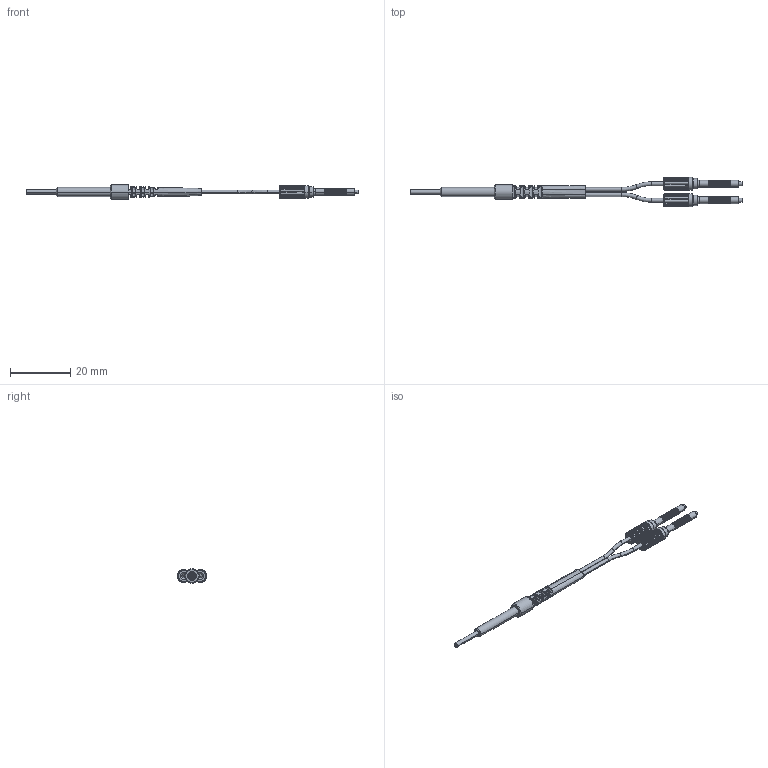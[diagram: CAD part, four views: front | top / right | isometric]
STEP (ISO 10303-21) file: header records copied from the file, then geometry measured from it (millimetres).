
FILE_DESCRIPTION((''),'2;1');
FILE_NAME('PRC3Y10-IQ_ASM','2020-06-05T15:27:00',('Administrator'),(''),'CREO PARAMETRIC BY PTC INC, 2018400','CREO PARAMETRIC BY PTC INC, 2018400','');
FILE_SCHEMA(('AUTOMOTIVE_DESIGN { 1 0 10303 214 1 1 1 1 }'));
Length unit declared in the file: millimetre
Products named in the file (7): 3MM-18_; 15-10_; 13XXX_; PRM3-13__; JW22_13__; 13XIAN__ASM; PRC3Y10-IQ_ASM
Assembly tree (7 placements, depth 3):
  PRC3Y10-IQ_ASM
    3MM-18_
    15-10_
    13XIAN__ASM
      13XXX_
      PRM3-13__
      JW22_13__  x2
Bounding box: 110.3 x 9.7 x 4.8 mm (x, y, z)
Volume: 864.5 mm3; surface area: 2659.9 mm2
Topology: 7 solids, 7 shells, 1099 faces, 2654 edges, 1574 vertices
Faces by surface type: cylinder 416, plane 255, bspline 208, torus 160, extrusion 46, cone 14
Entity records: 35937 total; most frequent: CARTESIAN_POINT 17306, ORIENTED_EDGE 3536, DIRECTION 3049, EDGE_CURVE 1768, AXIS2_PLACEMENT_3D 1331, VERTEX_POINT 1052, PRESENTATION_STYLE_ASSIGNMENT 837, STYLED_ITEM 837
